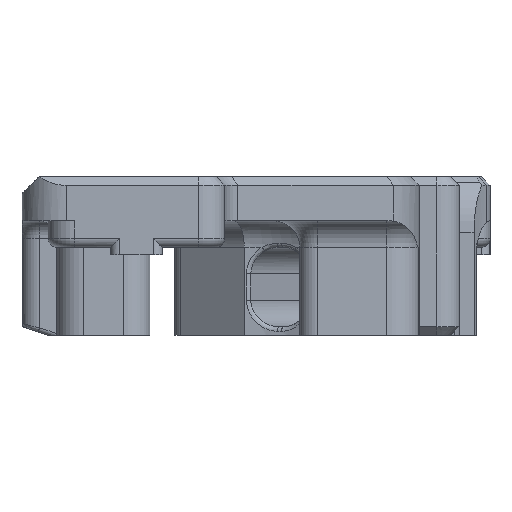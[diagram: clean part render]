
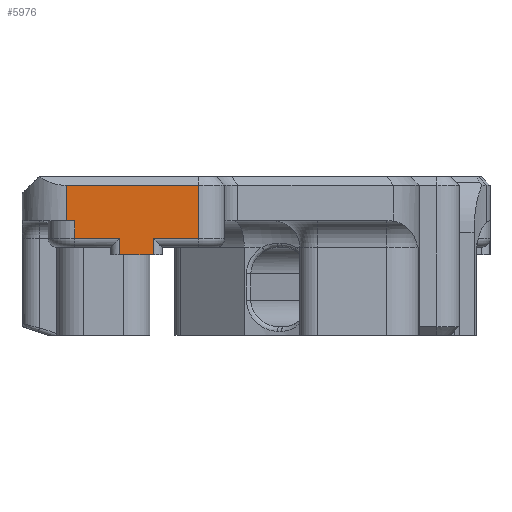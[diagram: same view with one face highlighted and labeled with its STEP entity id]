
A CAD part, left-side view. The second image highlights one B-rep face of the part: STEP entity #5976.
In plain terms, the highlighted planar face has unit normal (-1, 0, 0).
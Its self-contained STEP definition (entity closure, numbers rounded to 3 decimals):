
#816=FACE_OUTER_BOUND('',#1190,.T.);
#1190=EDGE_LOOP('',(#4601,#4602,#4603,#4604,#4605,#4606,#4607,#4608,#4609,
#4610));
#1494=LINE('',#9634,#1950);
#1580=LINE('',#10233,#2036);
#1581=LINE('',#10237,#2037);
#1592=LINE('',#10263,#2048);
#1601=LINE('',#10311,#2057);
#1602=LINE('',#10314,#2058);
#1603=LINE('',#10316,#2059);
#1604=LINE('',#10318,#2060);
#1605=LINE('',#10320,#2061);
#1606=LINE('',#10321,#2062);
#1950=VECTOR('',#7259,10.);
#2036=VECTOR('',#7711,10.);
#2037=VECTOR('',#7716,10.);
#2048=VECTOR('',#7749,10.);
#2057=VECTOR('',#7790,10.);
#2058=VECTOR('',#7793,10.);
#2059=VECTOR('',#7794,10.);
#2060=VECTOR('',#7795,10.);
#2061=VECTOR('',#7796,10.);
#2062=VECTOR('',#7797,10.);
#2490=VERTEX_POINT('',#9631);
#2491=VERTEX_POINT('',#9633);
#2656=VERTEX_POINT('',#10232);
#2657=VERTEX_POINT('',#10236);
#2658=VERTEX_POINT('',#10256);
#2661=VERTEX_POINT('',#10261);
#2671=VERTEX_POINT('',#10313);
#2672=VERTEX_POINT('',#10315);
#2673=VERTEX_POINT('',#10317);
#2674=VERTEX_POINT('',#10319);
#3112=EDGE_CURVE('',#2490,#2491,#1494,.T.);
#3342=EDGE_CURVE('',#2491,#2656,#1580,.T.);
#3344=EDGE_CURVE('',#2656,#2657,#1581,.T.);
#3357=EDGE_CURVE('',#2661,#2658,#1592,.T.);
#3375=EDGE_CURVE('',#2490,#2658,#1601,.T.);
#3376=EDGE_CURVE('',#2671,#2661,#1602,.T.);
#3377=EDGE_CURVE('',#2672,#2671,#1603,.T.);
#3378=EDGE_CURVE('',#2673,#2672,#1604,.T.);
#3379=EDGE_CURVE('',#2674,#2673,#1605,.T.);
#3380=EDGE_CURVE('',#2657,#2674,#1606,.T.);
#4601=ORIENTED_EDGE('',*,*,#3342,.F.);
#4602=ORIENTED_EDGE('',*,*,#3112,.F.);
#4603=ORIENTED_EDGE('',*,*,#3375,.T.);
#4604=ORIENTED_EDGE('',*,*,#3357,.F.);
#4605=ORIENTED_EDGE('',*,*,#3376,.F.);
#4606=ORIENTED_EDGE('',*,*,#3377,.F.);
#4607=ORIENTED_EDGE('',*,*,#3378,.F.);
#4608=ORIENTED_EDGE('',*,*,#3379,.F.);
#4609=ORIENTED_EDGE('',*,*,#3380,.F.);
#4610=ORIENTED_EDGE('',*,*,#3344,.F.);
#5751=PLANE('',#6540);
#5976=ADVANCED_FACE('',(#816),#5751,.F.);
#6540=AXIS2_PLACEMENT_3D('',#10312,#7791,#7792);
#7259=DIRECTION('',(0.,1.,0.));
#7711=DIRECTION('',(0.,0.,1.));
#7716=DIRECTION('',(0.,-1.,0.));
#7749=DIRECTION('',(0.,1.,0.));
#7790=DIRECTION('',(0.,0.,-1.));
#7791=DIRECTION('center_axis',(1.,0.,0.));
#7792=DIRECTION('ref_axis',(0.,0.,
-1.));
#7793=DIRECTION('',(0.,0.,1.));
#7794=DIRECTION('',(0.,1.,0.));
#7795=DIRECTION('',(0.,0.,-1.));
#7796=DIRECTION('',(0.,1.,0.));
#7797=DIRECTION('',(0.,0.,-1.));
#9631=CARTESIAN_POINT('',(-106.173,393.,-147.));
#9633=CARTESIAN_POINT('',(-106.173,393.949,-147.));
#9634=CARTESIAN_POINT('',(-106.173,379.09,-147.));
#10232=CARTESIAN_POINT('',(-106.173,393.949,-143.));
#10233=CARTESIAN_POINT('',(-106.173,393.949,-153.556));
#10236=CARTESIAN_POINT('',(-106.173,379.,-143.));
#10237=CARTESIAN_POINT('',(-106.173,371.548,-143.));
#10256=CARTESIAN_POINT('',(-106.173,393.,-149.));
#10261=CARTESIAN_POINT('',(-106.173,387.9,-149.));
#10263=CARTESIAN_POINT('',(-106.173,372.243,-149.));
#10311=CARTESIAN_POINT('',(-106.173,393.,-147.));
#10312=CARTESIAN_POINT('Origin',(-106.173,372.985,-157.128));
#10313=CARTESIAN_POINT('',(-106.173,387.9,-150.846));
#10314=CARTESIAN_POINT('',(-106.173,387.9,-152.064));
#10315=CARTESIAN_POINT('',(-106.173,384.1,-150.846));
#10316=CARTESIAN_POINT('',(-106.173,379.123,-150.846));
#10317=CARTESIAN_POINT('',(-106.173,384.1,-149.));
#10318=CARTESIAN_POINT('',(-106.173,384.1,-152.064));
#10319=CARTESIAN_POINT('',(-106.173,379.,-149.));
#10320=CARTESIAN_POINT('',(-106.173,372.243,-149.));
#10321=CARTESIAN_POINT('',(-106.173,379.,-152.064));
